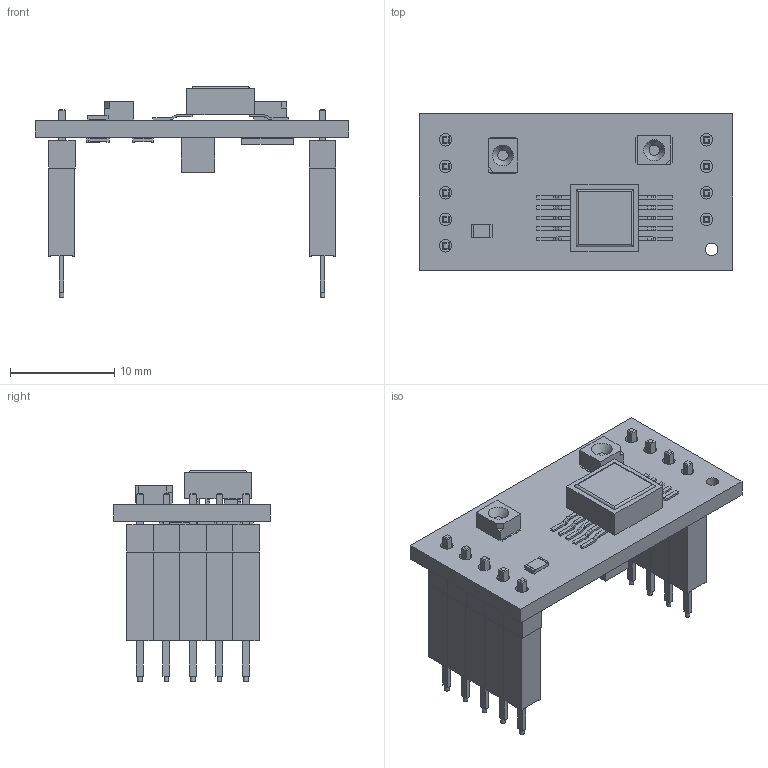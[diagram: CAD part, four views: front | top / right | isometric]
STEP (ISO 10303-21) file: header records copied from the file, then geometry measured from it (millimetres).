
FILE_DESCRIPTION(('STEP AP214'), '1');
FILE_NAME('MSRS485mini', '2019-10-16T07:06:31', ('UNSPECIFIED'), ('UNSPECIFIED'), 'ASCON STEP Converter 1.3', 'ASCON Math Kernel', '');
FILE_SCHEMA(('AUTOMOTIVE_DESIGN { 1 0 10303 214 3 1 1}'));
Length unit declared in the file: millimetre
Products named in the file (19): Open CASCADE STEP translator 6.9 1; SNP346-4VP21; COMPOUND; Cap_1812; SOLID; RES_2010_(0,5W); Res_0805; KIPD86; H02_8-1B1; SNP346-5VP21
Assembly tree (32 placements, depth 3):
  Open CASCADE STEP translator 6.9 1
    SNP346-4VP21
      COMPOUND
    Cap_1812
      SOLID
    RES_2010_(0,5W)  x2
      SOLID
    Res_0805  x5
      SOLID
    KIPD86  x2
      SOLID
    H02_8-1B1
      SOLID
    SNP346-5VP21
      COMPOUND
    COMPOUND
    (unnamed)
      (unnamed)  x4
    (unnamed)
      (unnamed)  x5
Bounding box: 30 x 15 x 20.2 mm (x, y, z)
Volume: 1563.2 mm3; surface area: 3182 mm2
Topology: 30 solids, 30 shells, 782 faces, 1897 edges, 1216 vertices
Faces by surface type: plane 717, cylinder 63, cone 2
Full cylindrical faces by diameter (mm): 0.42 x9, 1.2 x10
Entity records: 18786 total; most frequent: CARTESIAN_POINT 2405, ORIENTED_EDGE 2292, DIRECTION 2264, EDGE_CURVE 1146, LINE 1038, VECTOR 1038, VERTEX_POINT 738, AXIS2_PLACEMENT_3D 613
